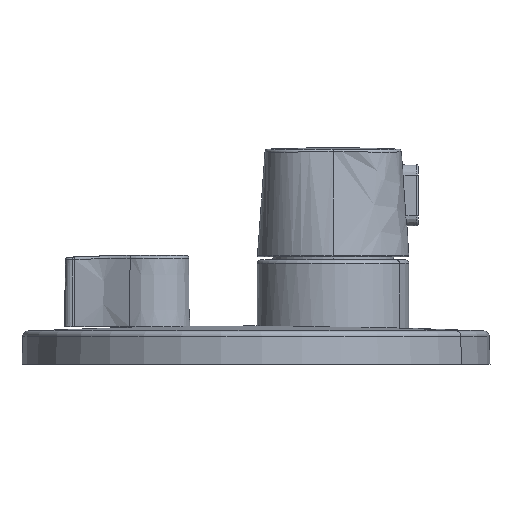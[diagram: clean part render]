
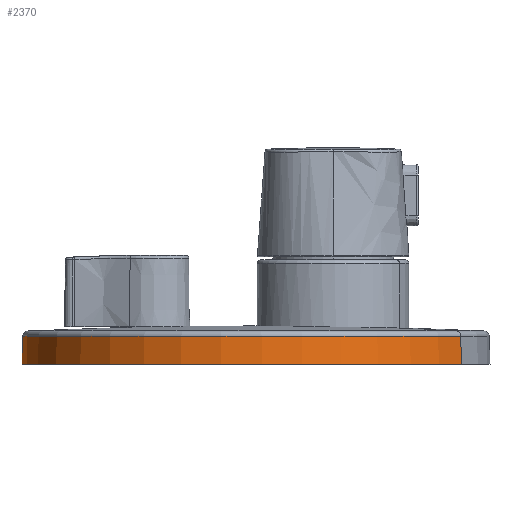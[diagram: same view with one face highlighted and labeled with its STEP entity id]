
A CAD part, left-side view. The second image highlights one B-rep face of the part: STEP entity #2370.
In plain terms, the highlighted conical face has half-angle 1.5 degrees and reference radius 84.697 mm.
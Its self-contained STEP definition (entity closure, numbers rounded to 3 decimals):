
#45 = EDGE_CURVE ( 'NONE', #3702, #4199, #2440, .T. ) ;
#179 = CONICAL_SURFACE ( 'NONE', #734, 84.696, 0.026 ) ;
#529 = VECTOR ( 'NONE', #1218, 1000. ) ;
#577 = ORIENTED_EDGE ( 'NONE', *, *, #3602, .T. ) ;
#606 = CIRCLE ( 'NONE', #3688, 85.013 ) ;
#607 = CARTESIAN_POINT ( 'NONE',  ( 60.999, 84.55, 144.3 ) ) ;
#655 = DIRECTION ( 'NONE',  ( 1., 0., 0. ) ) ;
#709 = ORIENTED_EDGE ( 'NONE', *, *, #45, .T. ) ;
#734 = AXIS2_PLACEMENT_3D ( 'NONE', #1893, #1335, #2926 ) ;
#813 = VERTEX_POINT ( 'NONE', #1849 ) ;
#1203 = VECTOR ( 'NONE', #3043, 1000. ) ;
#1218 = DIRECTION ( 'NONE',  ( 0.013, 0.023, -1. ) ) ;
#1335 = DIRECTION ( 'NONE',  ( 0., 0., -1. ) ) ;
#1461 = FACE_OUTER_BOUND ( 'NONE', #3687, .T. ) ;
#1778 = CARTESIAN_POINT ( 'NONE',  ( 20.394, 10.222, 146.163 ) ) ;
#1849 = CARTESIAN_POINT ( 'NONE',  ( 101.757, 159.156, 134.06 ) ) ;
#1893 = CARTESIAN_POINT ( 'NONE',  ( 60.999, 84.55, 146.163 ) ) ;
#2037 = LINE ( 'NONE', #1778, #1203 ) ;
#2219 = LINE ( 'NONE', #2593, #529 ) ;
#2323 = DIRECTION ( 'NONE',  ( 0., 0., -1. ) ) ;
#2370 = ADVANCED_FACE ( 'NONE', ( #1461 ), #179, .T. ) ;
#2440 = CIRCLE ( 'NONE', #3402, 84.745 ) ;
#2475 = VERTEX_POINT ( 'NONE', #3828 ) ;
#2533 = ORIENTED_EDGE ( 'NONE', *, *, #2547, .F. ) ;
#2547 = EDGE_CURVE ( 'NONE', #2475, #813, #606, .T. ) ;
#2593 = CARTESIAN_POINT ( 'NONE',  ( 101.605, 158.878, 146.163 ) ) ;
#2926 = DIRECTION ( 'NONE',  ( 0.479, 0.878, 0. ) ) ;
#3043 = DIRECTION ( 'NONE',  ( -0.013, -0.023, -1. ) ) ;
#3096 = EDGE_CURVE ( 'NONE', #3702, #2475, #2037, .T. ) ;
#3402 = AXIS2_PLACEMENT_3D ( 'NONE', #607, #3730, #3632 ) ;
#3602 = EDGE_CURVE ( 'NONE', #4199, #813, #2219, .T. ) ;
#3603 = CARTESIAN_POINT ( 'NONE',  ( 20.37, 10.179, 144.3 ) ) ;
#3632 = DIRECTION ( 'NONE',  ( 1., 0., 0. ) ) ;
#3635 = CARTESIAN_POINT ( 'NONE',  ( 101.628, 158.921, 144.3 ) ) ;
#3687 = EDGE_LOOP ( 'NONE', ( #4103, #709, #577, #2533 ) ) ;
#3688 = AXIS2_PLACEMENT_3D ( 'NONE', #3854, #2323, #655 ) ;
#3702 = VERTEX_POINT ( 'NONE', #3603 ) ;
#3730 = DIRECTION ( 'NONE',  ( 0., 0., -1. ) ) ;
#3828 = CARTESIAN_POINT ( 'NONE',  ( 20.242, 9.944, 134.06 ) ) ;
#3854 = CARTESIAN_POINT ( 'NONE',  ( 60.999, 84.55, 134.06 ) ) ;
#4103 = ORIENTED_EDGE ( 'NONE', *, *, #3096, .F. ) ;
#4199 = VERTEX_POINT ( 'NONE', #3635 ) ;
